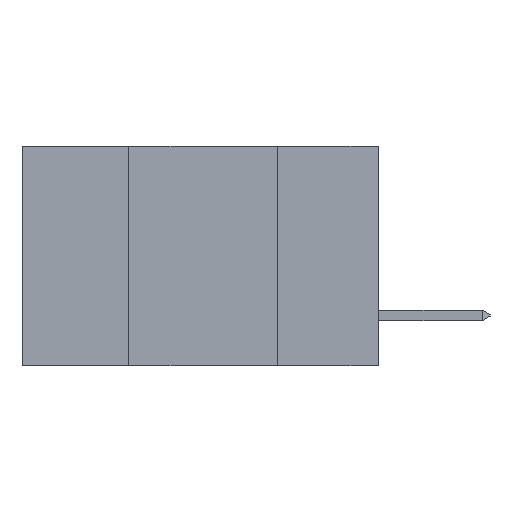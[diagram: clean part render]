
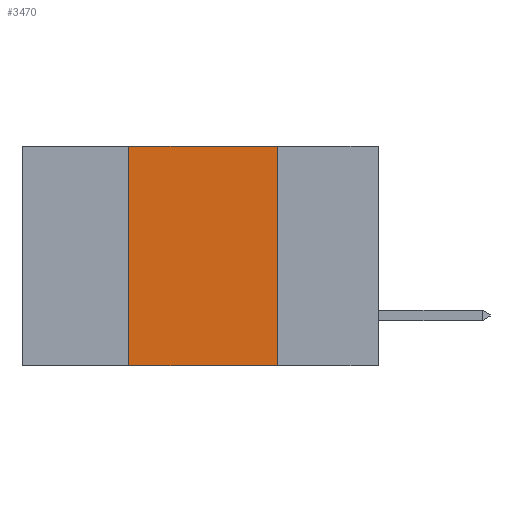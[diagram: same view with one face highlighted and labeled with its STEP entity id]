
A CAD part, left-side view. The second image highlights one B-rep face of the part: STEP entity #3470.
In plain terms, the highlighted planar face has unit normal (-1, 0, 0).
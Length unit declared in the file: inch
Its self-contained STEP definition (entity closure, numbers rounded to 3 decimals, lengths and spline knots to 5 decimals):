
#305 = VECTOR ( 'NONE', #15149, 39.37008 ) ;
#463 = VERTEX_POINT ( 'NONE', #2301 ) ;
#1074 = DIRECTION ( 'NONE',  ( 0., 0., -1. ) ) ;
#2301 = CARTESIAN_POINT ( 'NONE',  ( 0., 0.42, 0. ) ) ;
#3349 = LINE ( 'NONE', #14327, #18591 ) ;
#3470 = ADVANCED_FACE ( 'NONE', ( #4055 ), #5351, .F. ) ;
#4055 = FACE_OUTER_BOUND ( 'NONE', #14261, .T. ) ;
#4129 = CARTESIAN_POINT ( 'NONE',  ( 0., 0.42, 0. ) ) ;
#4688 = ORIENTED_EDGE ( 'NONE', *, *, #15422, .F. ) ;
#4768 = CARTESIAN_POINT ( 'NONE',  ( 0., 0.6, 0. ) ) ;
#5128 = ORIENTED_EDGE ( 'NONE', *, *, #16910, .F. ) ;
#5232 = AXIS2_PLACEMENT_3D ( 'NONE', #8515, #15031, #6656 ) ;
#5351 = PLANE ( 'NONE',  #5232 ) ;
#5581 = ORIENTED_EDGE ( 'NONE', *, *, #12426, .F. ) ;
#6656 = DIRECTION ( 'NONE',  ( 0., 0., -1. ) ) ;
#6710 = CARTESIAN_POINT ( 'NONE',  ( 0., 0.17, -0.37 ) ) ;
#6777 = VERTEX_POINT ( 'NONE', #8760 ) ;
#7183 = LINE ( 'NONE', #4129, #10699 ) ;
#7456 = EDGE_CURVE ( 'NONE', #17456, #12270, #3349, .T. ) ;
#8515 = CARTESIAN_POINT ( 'NONE',  ( 0., 0.6, 0. ) ) ;
#8545 = VECTOR ( 'NONE', #1074, 39.37008 ) ;
#8760 = CARTESIAN_POINT ( 'NONE',  ( 0., 0.17, 0. ) ) ;
#9205 = CARTESIAN_POINT ( 'NONE',  ( 0., 0.42, -0.37 ) ) ;
#9539 = ORIENTED_EDGE ( 'NONE', *, *, #7456, .T. ) ;
#10699 = VECTOR ( 'NONE', #13009, 39.37008 ) ;
#12270 = VERTEX_POINT ( 'NONE', #6710 ) ;
#12426 = EDGE_CURVE ( 'NONE', #17456, #463, #7183, .T. ) ;
#13009 = DIRECTION ( 'NONE',  ( 0., 0., 1. ) ) ;
#13975 = DIRECTION ( 'NONE',  ( 0., -1., 0. ) ) ;
#14261 = EDGE_LOOP ( 'NONE', ( #4688, #5128, #5581, #9539 ) ) ;
#14327 = CARTESIAN_POINT ( 'NONE',  ( 0., 0.6, -0.37 ) ) ;
#15031 = DIRECTION ( 'NONE',  ( 1., 0., 0. ) ) ;
#15149 = DIRECTION ( 'NONE',  ( 0., -1., 0. ) ) ;
#15422 = EDGE_CURVE ( 'NONE', #6777, #12270, #16447, .T. ) ;
#15684 = LINE ( 'NONE', #4768, #305 ) ;
#16447 = LINE ( 'NONE', #18822, #8545 ) ;
#16910 = EDGE_CURVE ( 'NONE', #463, #6777, #15684, .T. ) ;
#17456 = VERTEX_POINT ( 'NONE', #9205 ) ;
#18591 = VECTOR ( 'NONE', #13975, 39.37008 ) ;
#18822 = CARTESIAN_POINT ( 'NONE',  ( 0., 0.17, 0. ) ) ;
